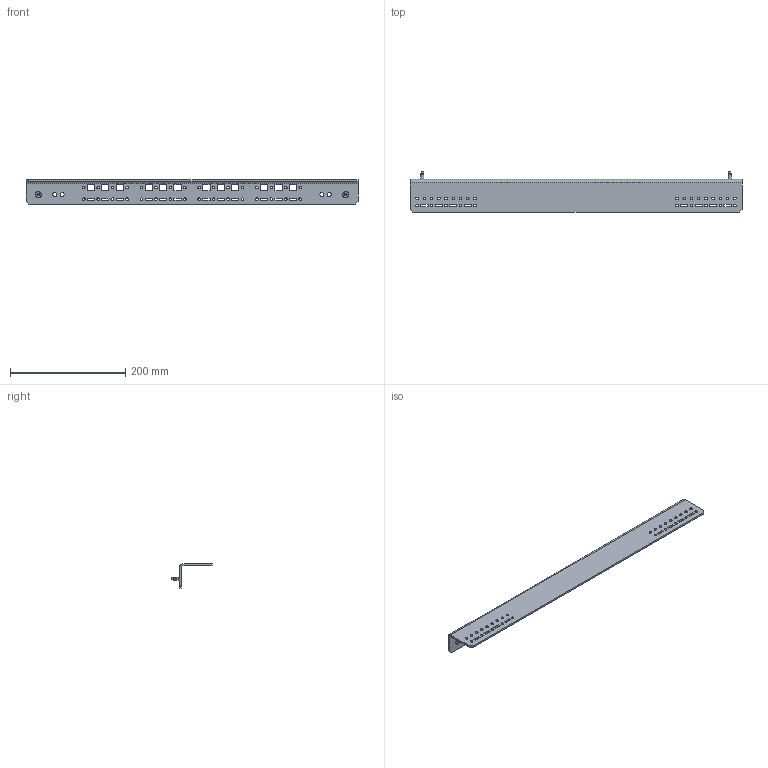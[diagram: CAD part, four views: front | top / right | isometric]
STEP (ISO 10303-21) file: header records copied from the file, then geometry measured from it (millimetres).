
FILE_DESCRIPTION (( 'STEP AP203' ), '1' );
FILE_NAME ('UR16703050000 Êîìïëåêò ìîíòàæíûõ øèí 42õ57õ575 äëÿ 19-äþéìîâîãî îáîðóäîâàíèÿ RS52 (2øò) (000.801.622-03) .STEP', '2022-04-26T06:36:53', ( '' ), ( '' ), 'SwSTEP 2.0', 'SolidWorks 2017', '' );
FILE_SCHEMA (( 'CONFIG_CONTROL_DESIGN' ));
Length unit declared in the file: millimetre
Products named in the file (3): UR16703050000 Êîìïëåêò ìîíòàæíûõ øèí 42õ57õ575 äëÿ 19-äþéìîâîãî îáîðóäîâàíèÿ RS52 (2øò) (000.801.622-03) ; 026-702 Ìîíòàæíàÿ øèíà 42õ57_03; Âèíò DIN 7500 M TORX_Œ5å16
Assembly tree (3 placements, depth 2):
  UR16703050000 Êîìïëåêò ìîíòàæíûõ øèí 42õ57õ575 äëÿ 19-äþéìîâîãî îáîðóäîâàíèÿ RS52 (2øò) (000.801.622-03) 
    026-702 Ìîíòàæíàÿ øèíà 42õ57_03
    Âèíò DIN 7500 M TORX_Œ5å16  x2
Bounding box: 575 x 70.2 x 42 mm (x, y, z)
Volume: 151247.3 mm3; surface area: 111768.7 mm2
Topology: 3 solids, 3 shells, 370 faces, 1054 edges, 692 vertices
Faces by surface type: cylinder 200, plane 150, cone 12, torus 8
Entity records: 11526 total; most frequent: DIRECTION 1953, CARTESIAN_POINT 1893, ORIENTED_EDGE 1882, EDGE_CURVE 941, AXIS2_PLACEMENT_3D 680, VERTEX_POINT 620, VECTOR 593, LINE 593
